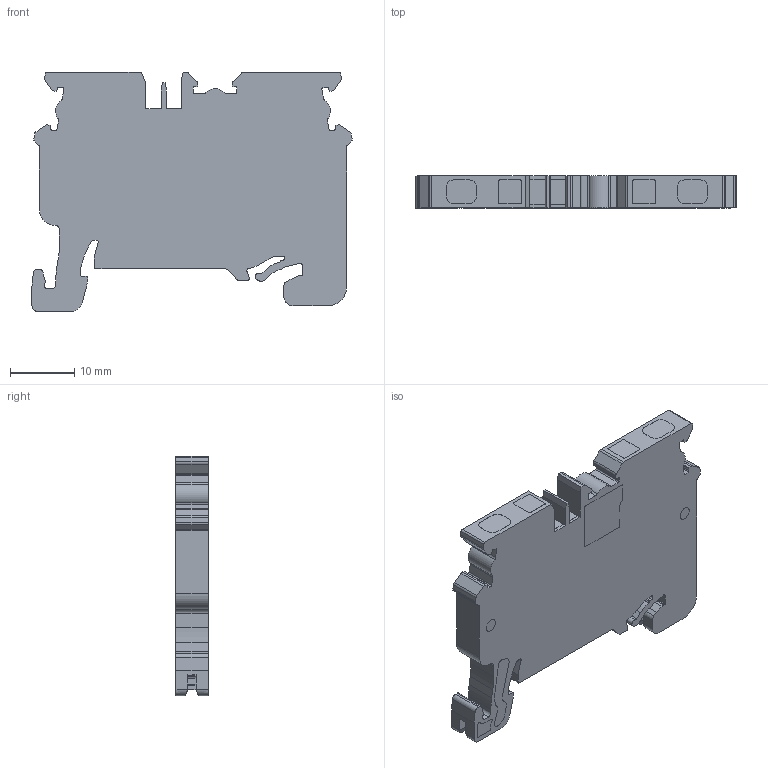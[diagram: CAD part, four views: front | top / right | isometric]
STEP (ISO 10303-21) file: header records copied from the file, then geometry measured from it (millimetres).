
FILE_DESCRIPTION(/* description */ (''),/* implementation_level */ '2;1');
FILE_NAME(/* name */ 'CXG2_5.stp',/* time_stamp */ '2016-06-17T16:03:28-04:00',/* author */ ('CAD Station'),/* organization */ (''),/* preprocessor_version */ 'ST-DEVELOPER v16.1',/* originating_system */ 'Autodesk Inventor 2016',/* authorisation */ '');
FILE_SCHEMA (('AUTOMOTIVE_DESIGN { 1 0 10303 214 3 1 1 }'));
Length unit declared in the file: metre
Products named in the file (1): CXG2.5
Bounding box: 50 x 5 x 37.4 mm (x, y, z)
Volume: 6935 mm3; surface area: 4763.5 mm2
Topology: 1 solids, 9 shells, 466 faces, 1313 edges, 869 vertices
Faces by surface type: plane 260, cylinder 190, cone 8, bspline 5, torus 3
Entity records: 15609 total; most frequent: CARTESIAN_POINT 2683, DIRECTION 2653, ORIENTED_EDGE 2618, EDGE_CURVE 1309, LINE 889, VECTOR 889, AXIS2_PLACEMENT_3D 882, VERTEX_POINT 867
